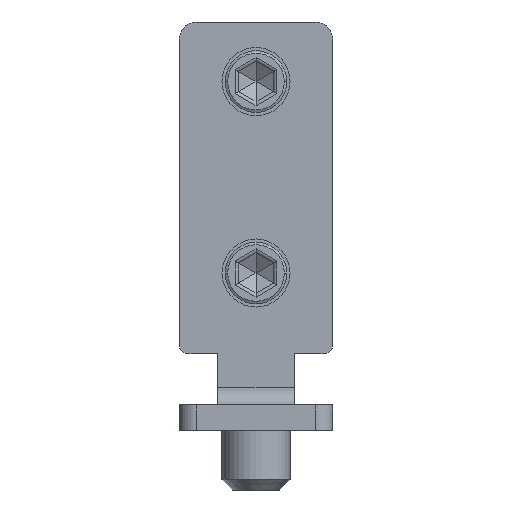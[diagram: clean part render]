
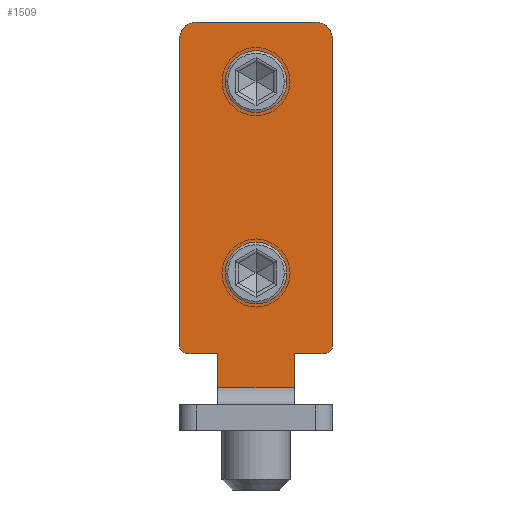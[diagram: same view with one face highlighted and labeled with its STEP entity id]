
A CAD part, left-side view. The second image highlights one B-rep face of the part: STEP entity #1509.
In plain terms, the highlighted planar face has unit normal (-1, 0, 0).
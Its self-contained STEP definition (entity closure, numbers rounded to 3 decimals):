
#369=DIRECTION('',(0.,0.,1.));
#370=VECTOR('',#369,36.);
#371=CARTESIAN_POINT('',(0.,-9.,7.));
#372=LINE('',#371,#370);
#422=DIRECTION('',(0.,1.,0.));
#423=VECTOR('',#422,14.);
#424=CARTESIAN_POINT('',(0.,-7.,45.));
#425=LINE('',#424,#423);
#444=CARTESIAN_POINT('',(0.,-7.,43.));
#445=DIRECTION('',(-1.,0.,0.));
#446=DIRECTION('',(0.,-1.,0.));
#447=AXIS2_PLACEMENT_3D('',#444,#445,#446);
#459=DIRECTION('',(0.,0.,1.));
#460=VECTOR('',#459,4.);
#461=CARTESIAN_POINT('',(0.,4.5,2.));
#462=LINE('',#461,#460);
#466=DIRECTION('',(0.,-1.,0.));
#467=VECTOR('',#466,3.5);
#468=CARTESIAN_POINT('',(0.,8.,6.));
#469=LINE('',#468,#467);
#473=DIRECTION('',(0.,1.,0.));
#474=VECTOR('',#473,3.5);
#475=CARTESIAN_POINT('',(0.,-8.,6.));
#476=LINE('',#475,#474);
#480=DIRECTION('',(0.,0.,1.));
#481=VECTOR('',#480,4.);
#482=CARTESIAN_POINT('',(0.,-4.5,2.));
#483=LINE('',#482,#481);
#487=CARTESIAN_POINT('',(0.,0.,38.));
#488=DIRECTION('',(1.,0.,0.));
#489=DIRECTION('',(0.,-1.,0.));
#490=AXIS2_PLACEMENT_3D('',#487,#488,#489);
#495=CARTESIAN_POINT('',(0.,0.,38.));
#496=DIRECTION('',(1.,0.,0.));
#497=DIRECTION('',(0.,1.,0.));
#498=AXIS2_PLACEMENT_3D('',#495,#496,#497);
#503=CARTESIAN_POINT('',(0.,0.,15.5));
#504=DIRECTION('',(1.,0.,0.));
#505=DIRECTION('',(0.,-1.,0.));
#506=AXIS2_PLACEMENT_3D('',#503,#504,#505);
#511=CARTESIAN_POINT('',(0.,0.,15.5));
#512=DIRECTION('',(1.,0.,0.));
#513=DIRECTION('',(0.,1.,0.));
#514=AXIS2_PLACEMENT_3D('',#511,#512,#513);
#519=DIRECTION('',(0.,1.,0.));
#520=VECTOR('',#519,9.);
#521=CARTESIAN_POINT('',(0.,-4.5,2.));
#522=LINE('',#521,#520);
#643=CARTESIAN_POINT('',(0.,8.,7.));
#644=DIRECTION('',(-1.,0.,0.));
#645=DIRECTION('',(0.,1.,0.));
#646=AXIS2_PLACEMENT_3D('',#643,#644,#645);
#658=DIRECTION('',(0.,0.,1.));
#659=VECTOR('',#658,36.);
#660=CARTESIAN_POINT('',(0.,9.,7.));
#661=LINE('',#660,#659);
#687=CARTESIAN_POINT('',(0.,7.,43.));
#688=DIRECTION('',(-1.,0.,0.));
#689=DIRECTION('',(0.,0.,1.));
#690=AXIS2_PLACEMENT_3D('',#687,#688,#689);
#1087=CARTESIAN_POINT('',(0.,-8.,7.));
#1088=DIRECTION('',(-1.,0.,0.));
#1089=DIRECTION('',(0.,0.,-1.));
#1090=AXIS2_PLACEMENT_3D('',#1087,#1088,#1089);
#1190=CARTESIAN_POINT('',(0.,7.,45.));
#1191=CARTESIAN_POINT('',(0.,9.,43.));
#1192=VERTEX_POINT('',#1190);
#1193=VERTEX_POINT('',#1191);
#1194=CARTESIAN_POINT('',(0.,-9.,43.));
#1195=CARTESIAN_POINT('',(0.,-7.,45.));
#1196=VERTEX_POINT('',#1194);
#1197=VERTEX_POINT('',#1195);
#1198=CARTESIAN_POINT('',(0.,9.,7.));
#1199=CARTESIAN_POINT('',(0.,8.,6.));
#1200=VERTEX_POINT('',#1198);
#1201=VERTEX_POINT('',#1199);
#1202=CARTESIAN_POINT('',(0.,-8.,6.));
#1203=CARTESIAN_POINT('',(0.,-9.,7.));
#1204=VERTEX_POINT('',#1202);
#1205=VERTEX_POINT('',#1203);
#1206=CARTESIAN_POINT('',(0.,4.5,6.));
#1207=VERTEX_POINT('',#1206);
#1208=CARTESIAN_POINT('',(0.,-4.5,6.));
#1209=VERTEX_POINT('',#1208);
#1230=CARTESIAN_POINT('',(0.,-4.5,2.));
#1231=CARTESIAN_POINT('',(0.,4.5,2.));
#1232=VERTEX_POINT('',#1230);
#1233=VERTEX_POINT('',#1231);
#1294=CARTESIAN_POINT('',(0.,-3.625,38.));
#1295=CARTESIAN_POINT('',(0.,3.625,38.));
#1296=VERTEX_POINT('',#1294);
#1297=VERTEX_POINT('',#1295);
#1298=CARTESIAN_POINT('',(0.,-3.625,15.5));
#1299=CARTESIAN_POINT('',(0.,3.625,15.5));
#1300=VERTEX_POINT('',#1298);
#1301=VERTEX_POINT('',#1299);
#1469=CARTESIAN_POINT('',(0.,-9.,0.));
#1470=DIRECTION('',(-1.,0.,0.));
#1471=DIRECTION('',(0.,0.,1.));
#1472=AXIS2_PLACEMENT_3D('',#1469,#1470,#1471);
#1473=PLANE('',#1472);
#1475=ORIENTED_EDGE('',*,*,#1474,.T.);
#1477=ORIENTED_EDGE('',*,*,#1476,.T.);
#1479=ORIENTED_EDGE('',*,*,#1478,.F.);
#1481=ORIENTED_EDGE('',*,*,#1480,.F.);
#1483=ORIENTED_EDGE('',*,*,#1482,.T.);
#1485=ORIENTED_EDGE('',*,*,#1484,.F.);
#1486=ORIENTED_EDGE('',*,*,#1425,.F.);
#1487=ORIENTED_EDGE('',*,*,#1451,.F.);
#1488=ORIENTED_EDGE('',*,*,#1343,.F.);
#1490=ORIENTED_EDGE('',*,*,#1489,.F.);
#1492=ORIENTED_EDGE('',*,*,#1491,.T.);
#1494=ORIENTED_EDGE('',*,*,#1493,.F.);
#1495=EDGE_LOOP('',(#1475,#1477,#1479,#1481,#1483,#1485,#1486,#1487,#1488,#1490,
#1492,#1494));
#1496=FACE_OUTER_BOUND('',#1495,.F.);
#1498=ORIENTED_EDGE('',*,*,#1497,.F.);
#1500=ORIENTED_EDGE('',*,*,#1499,.F.);
#1501=EDGE_LOOP('',(#1498,#1500));
#1502=FACE_BOUND('',#1501,.F.);
#1504=ORIENTED_EDGE('',*,*,#1503,.F.);
#1506=ORIENTED_EDGE('',*,*,#1505,.F.);
#1507=EDGE_LOOP('',(#1504,#1506));
#1508=FACE_BOUND('',#1507,.F.);
#448=CIRCLE('',#447,2.);
#491=CIRCLE('',#490,3.625);
#499=CIRCLE('',#498,3.625);
#507=CIRCLE('',#506,3.625);
#515=CIRCLE('',#514,3.625);
#647=CIRCLE('',#646,1.);
#691=CIRCLE('',#690,2.);
#1091=CIRCLE('',#1090,1.);
#1343=EDGE_CURVE('',#1205,#1196,#372,.T.);
#1425=EDGE_CURVE('',#1197,#1192,#425,.T.);
#1451=EDGE_CURVE('',#1196,#1197,#448,.T.);
#1474=EDGE_CURVE('',#1232,#1233,#522,.T.);
#1476=EDGE_CURVE('',#1233,#1207,#462,.T.);
#1478=EDGE_CURVE('',#1201,#1207,#469,.T.);
#1480=EDGE_CURVE('',#1200,#1201,#647,.T.);
#1482=EDGE_CURVE('',#1200,#1193,#661,.T.);
#1484=EDGE_CURVE('',#1192,#1193,#691,.T.);
#1489=EDGE_CURVE('',#1204,#1205,#1091,.T.);
#1491=EDGE_CURVE('',#1204,#1209,#476,.T.);
#1493=EDGE_CURVE('',#1232,#1209,#483,.T.);
#1497=EDGE_CURVE('',#1296,#1297,#491,.T.);
#1499=EDGE_CURVE('',#1297,#1296,#499,.T.);
#1503=EDGE_CURVE('',#1300,#1301,#507,.T.);
#1505=EDGE_CURVE('',#1301,#1300,#515,.T.);
#1509=ADVANCED_FACE('',(#1496,#1502,#1508),#1473,.T.);
